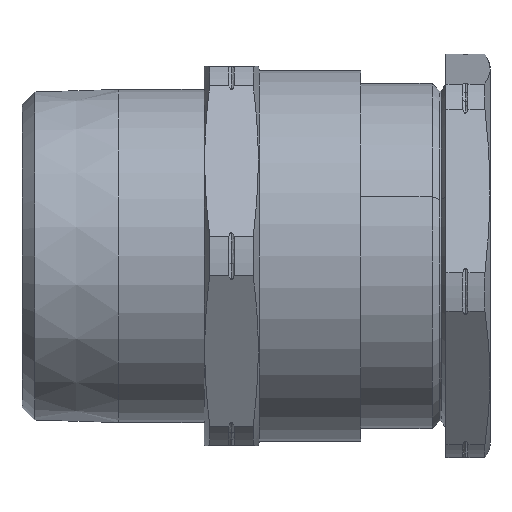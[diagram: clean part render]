
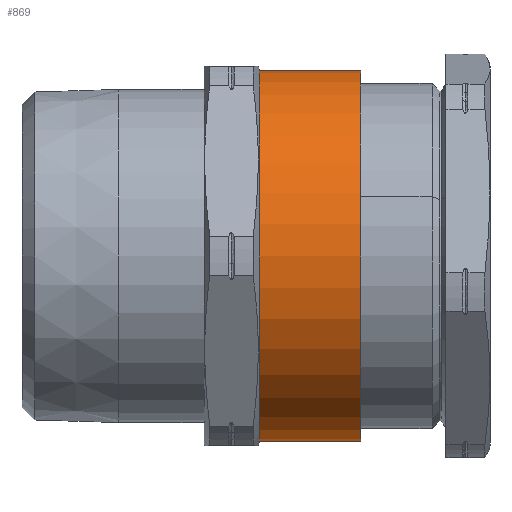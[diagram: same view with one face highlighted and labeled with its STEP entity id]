
A CAD part, front view. The second image highlights one B-rep face of the part: STEP entity #869.
In plain terms, the highlighted cylindrical face has radius 26.85 mm (diameter 53.7 mm), a partial arc.
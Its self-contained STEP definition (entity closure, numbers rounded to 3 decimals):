
#39 = CARTESIAN_POINT ( 'NONE',  ( 49.1, 0., 26.85 ) ) ;
#48 = LINE ( 'NONE', #3240, #2270 ) ;
#98 = EDGE_CURVE ( 'NONE', #2741, #1539, #3338, .T. ) ;
#146 = DIRECTION ( 'NONE',  ( 0., 0., -1. ) ) ;
#258 = FACE_OUTER_BOUND ( 'NONE', #364, .T. ) ;
#314 = VERTEX_POINT ( 'NONE', #39 ) ;
#364 = EDGE_LOOP ( 'NONE', ( #377, #3406, #3485, #2633 ) ) ;
#377 = ORIENTED_EDGE ( 'NONE', *, *, #2706, .F. ) ;
#406 = DIRECTION ( 'NONE',  ( 1., 0., 0. ) ) ;
#412 = CARTESIAN_POINT ( 'NONE',  ( 34.4, 0., 0. ) ) ;
#415 = CARTESIAN_POINT ( 'NONE',  ( 49.1, 0., 0. ) ) ;
#695 = CARTESIAN_POINT ( 'NONE',  ( 49.1, 0., -26.85 ) ) ;
#869 = ADVANCED_FACE ( 'NONE', ( #258 ), #2871, .T. ) ;
#1144 = VECTOR ( 'NONE', #2636, 1000. ) ;
#1325 = CARTESIAN_POINT ( 'NONE',  ( 49.1, 0., -26.85 ) ) ;
#1340 = EDGE_CURVE ( 'NONE', #314, #1539, #1403, .T. ) ;
#1403 = CIRCLE ( 'NONE', #1819, 26.85 ) ;
#1430 = AXIS2_PLACEMENT_3D ( 'NONE', #415, #1509, #2064 ) ;
#1509 = DIRECTION ( 'NONE',  ( 1., 0., 0. ) ) ;
#1539 = VERTEX_POINT ( 'NONE', #1325 ) ;
#1560 = CARTESIAN_POINT ( 'NONE',  ( 34.4, 0., -26.85 ) ) ;
#1606 = AXIS2_PLACEMENT_3D ( 'NONE', #412, #2352, #1826 ) ;
#1616 = CARTESIAN_POINT ( 'NONE',  ( 34.4, 0., 26.85 ) ) ;
#1819 = AXIS2_PLACEMENT_3D ( 'NONE', #2596, #406, #146 ) ;
#1826 = DIRECTION ( 'NONE',  ( 0., 0., -1. ) ) ;
#1834 = EDGE_CURVE ( 'NONE', #2198, #2741, #2344, .T. ) ;
#2064 = DIRECTION ( 'NONE',  ( 0., 0., -1. ) ) ;
#2198 = VERTEX_POINT ( 'NONE', #1616 ) ;
#2270 = VECTOR ( 'NONE', #2679, 1000. ) ;
#2344 = CIRCLE ( 'NONE', #1606, 26.85 ) ;
#2352 = DIRECTION ( 'NONE',  ( 1., 0., 0. ) ) ;
#2596 = CARTESIAN_POINT ( 'NONE',  ( 49.1, 0., 0. ) ) ;
#2633 = ORIENTED_EDGE ( 'NONE', *, *, #1340, .F. ) ;
#2636 = DIRECTION ( 'NONE',  ( 1., 0., 0. ) ) ;
#2679 = DIRECTION ( 'NONE',  ( 1., 0., 0. ) ) ;
#2706 = EDGE_CURVE ( 'NONE', #2198, #314, #48, .T. ) ;
#2741 = VERTEX_POINT ( 'NONE', #1560 ) ;
#2871 = CYLINDRICAL_SURFACE ( 'NONE', #1430, 26.85 ) ;
#3240 = CARTESIAN_POINT ( 'NONE',  ( 49.1, 0., 26.85 ) ) ;
#3338 = LINE ( 'NONE', #695, #1144 ) ;
#3406 = ORIENTED_EDGE ( 'NONE', *, *, #1834, .T. ) ;
#3485 = ORIENTED_EDGE ( 'NONE', *, *, #98, .T. ) ;
